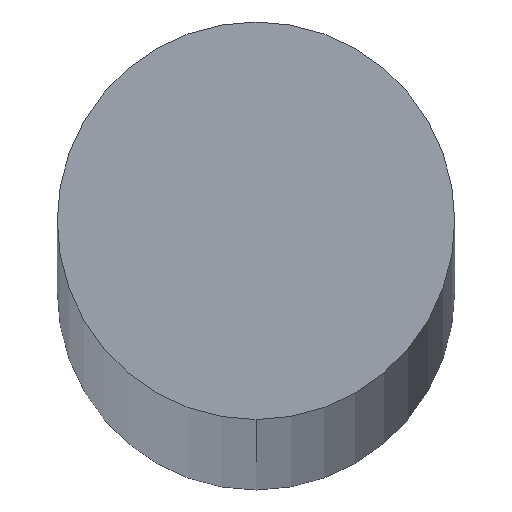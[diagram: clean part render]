
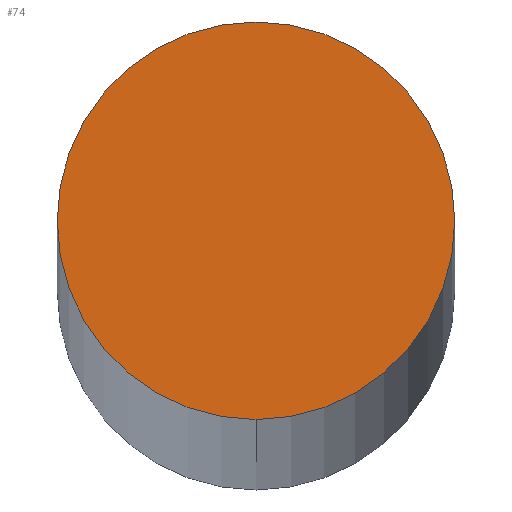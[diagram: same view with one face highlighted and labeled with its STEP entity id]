
A CAD part, top view. The second image highlights one B-rep face of the part: STEP entity #74.
In plain terms, the highlighted planar face has unit normal (0, 0, 1).
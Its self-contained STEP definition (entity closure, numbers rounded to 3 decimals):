
#5 = AXIS2_PLACEMENT_3D ( 'NONE', #83, #11, #10 ) ;
#10 = DIRECTION ( 'NONE',  ( 0., 1., 0. ) ) ;
#11 = DIRECTION ( 'NONE',  ( 0., 0., -1. ) ) ;
#12 = AXIS2_PLACEMENT_3D ( 'NONE', #93, #168, #167 ) ;
#34 = DIRECTION ( 'NONE',  ( 0., 0., -1. ) ) ;
#50 = CIRCLE ( 'NONE', #12, 4.925 ) ;
#51 = ORIENTED_EDGE ( 'NONE', *, *, #131, .F. ) ;
#60 = PLANE ( 'NONE',  #5 ) ;
#61 = VERTEX_POINT ( 'NONE', #92 ) ;
#72 = CARTESIAN_POINT ( 'NONE',  ( 19.597, 1.234, 635. ) ) ;
#74 = ADVANCED_FACE ( 'NONE', ( #91 ), #60, .F. ) ;
#83 = CARTESIAN_POINT ( 'NONE',  ( 19.597, 1.234, 635. ) ) ;
#91 = FACE_OUTER_BOUND ( 'NONE', #139, .T. ) ;
#92 = CARTESIAN_POINT ( 'NONE',  ( 19.597, 6.159, 635. ) ) ;
#93 = CARTESIAN_POINT ( 'NONE',  ( 19.597, 1.234, 635. ) ) ;
#104 = VERTEX_POINT ( 'NONE', #129 ) ;
#129 = CARTESIAN_POINT ( 'NONE',  ( 19.597, -3.691, 635. ) ) ;
#131 = EDGE_CURVE ( 'NONE', #104, #61, #135, .T. ) ;
#135 = CIRCLE ( 'NONE', #151, 4.925 ) ;
#139 = EDGE_LOOP ( 'NONE', ( #158, #51 ) ) ;
#151 = AXIS2_PLACEMENT_3D ( 'NONE', #72, #34, #157 ) ;
#157 = DIRECTION ( 'NONE',  ( 0., 1., 0. ) ) ;
#158 = ORIENTED_EDGE ( 'NONE', *, *, #161, .F. ) ;
#161 = EDGE_CURVE ( 'NONE', #61, #104, #50, .T. ) ;
#167 = DIRECTION ( 'NONE',  ( 0., 1., 0. ) ) ;
#168 = DIRECTION ( 'NONE',  ( 0., 0., -1. ) ) ;
